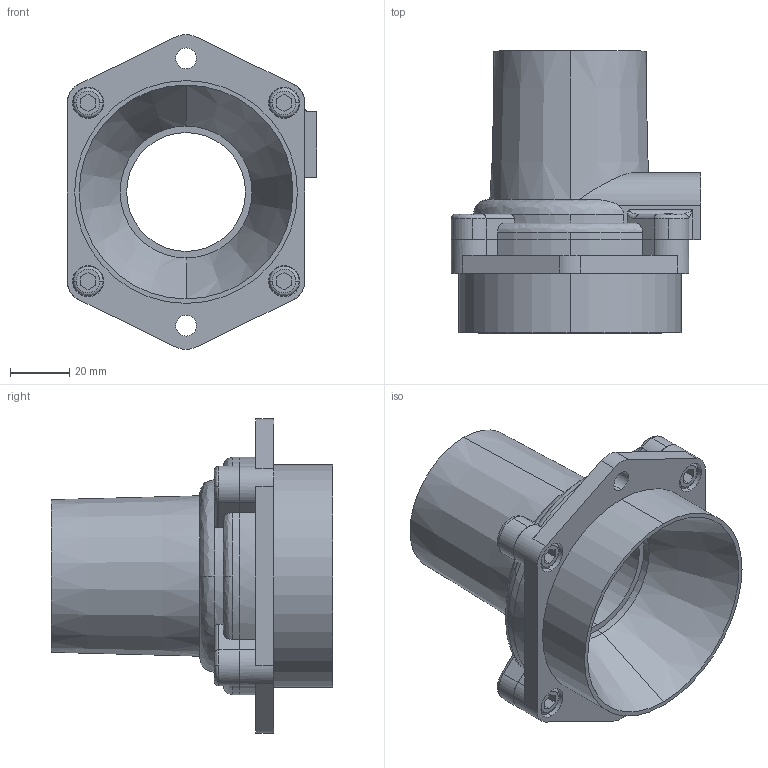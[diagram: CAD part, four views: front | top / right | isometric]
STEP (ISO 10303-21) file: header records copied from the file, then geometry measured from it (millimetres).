
FILE_DESCRIPTION (( 'STEP AP203' ), '1' );
FILE_NAME ('AM40.STEP', '2011-06-16T08:06:17', ( ' ' ), ( '' ), 'SwSTEP 2.0', 'SolidWorks 2010', '' );
FILE_SCHEMA (( 'CONFIG_CONTROL_DESIGN' ));
Length unit declared in the file: millimetre
Products named in the file (7): Imported; Imported_1; Imported_2; Imported_3; Imported_4; Imported_5; AM40
Assembly tree (6 placements, depth 2):
  AM40
    Imported_4
    Imported
    Imported_3
    Imported_2
    Imported_1
    Imported_5
Bounding box: 84 x 94.9 x 106 mm (x, y, z)
Volume: 153129.1 mm3; surface area: 56891.3 mm2
Topology: 6 solids, 6 shells, 233 faces, 583 edges, 376 vertices
Faces by surface type: cylinder 100, plane 92, bspline 25, cone 16
Entity records: 8570 total; most frequent: CARTESIAN_POINT 2215, DIRECTION 1210, ORIENTED_EDGE 1160, EDGE_CURVE 580, AXIS2_PLACEMENT_3D 464, VERTEX_POINT 376, LINE 282, VECTOR 282
